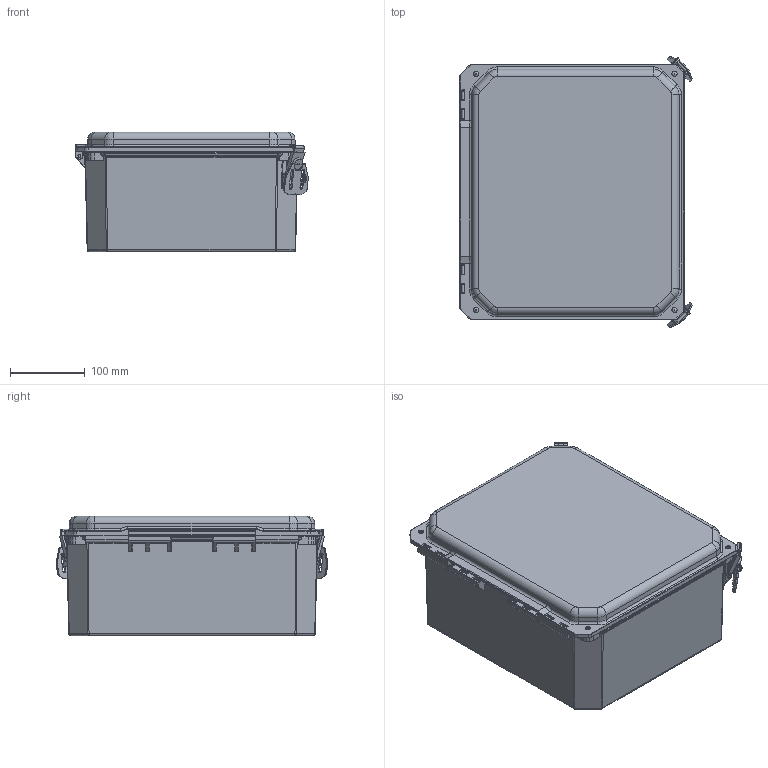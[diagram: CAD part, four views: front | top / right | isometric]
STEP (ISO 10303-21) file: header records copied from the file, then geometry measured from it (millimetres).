
FILE_DESCRIPTION(/* description */ (''),/* implementation_level */ '2;1');
FILE_NAME(/* name */ 'HW-CC121006CHTL.stp',/* time_stamp */ '2014-03-13T06:08:37-05:00',/* author */ ('pmescher'),/* organization */ (''),/* preprocessor_version */ 'ST-DEVELOPER v15.2',/* originating_system */ 'Autodesk Inventor 2014',/* authorisation */ '');
FILE_SCHEMA (('AUTOMOTIVE_DESIGN { 1 0 10303 214 3 1 1 }'));
Products named in the file (16): DS121006BOX; DSCC121006CVR; GA1210; WP1210HLU; BRASS INSERT-(; BRASS INSERT-(_1; BRASS INSERT-(_2; part2; AT40007; part1; hinge; part3; LOCKWT; RMHINGAT40006-03; DS COVER  BUSH; DSCC121006HLL_STP
Bounding box: 311.7 x 364.12 x 160.32 mm (x, y, z)
Volume: 1386901.9 mm3; surface area: 820577.2 mm2
Topology: 31 solids, 31 shells, 2283 faces, 5493 edges, 3226 vertices
Faces by surface type: cylinder 890, plane 661, bspline 384, torus 233, cone 102, sphere 13
Full cylindrical faces by diameter (mm): 1.267 x4, 1.27 x2, 2.489 x4, 3.429 x4, 3.48 x4, 3.81 x4, 3.861 x8, 3.962 x12, 5.08 x4, 5.3 x4, 5.563 x4, 6.248 x12, 6.401 x4, 7.925 x4, 9.22 x2, 15.24 x2
Entity records: 73696 total; most frequent: CARTESIAN_POINT 26760, DIRECTION 10159, ORIENTED_EDGE 9524, EDGE_CURVE 4762, AXIS2_PLACEMENT_3D 4025, VERTEX_POINT 2853, EDGE_LOOP 2189, LINE 2109
